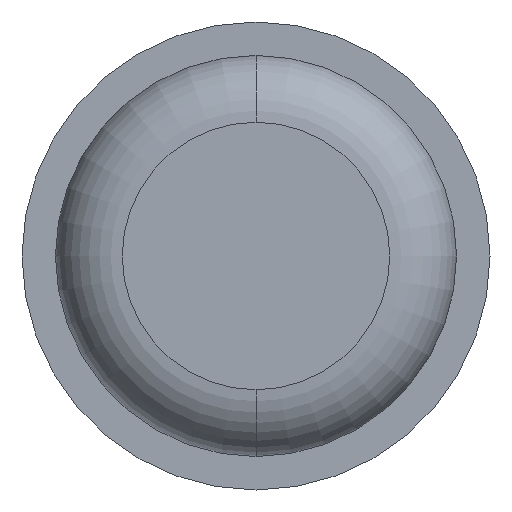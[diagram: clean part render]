
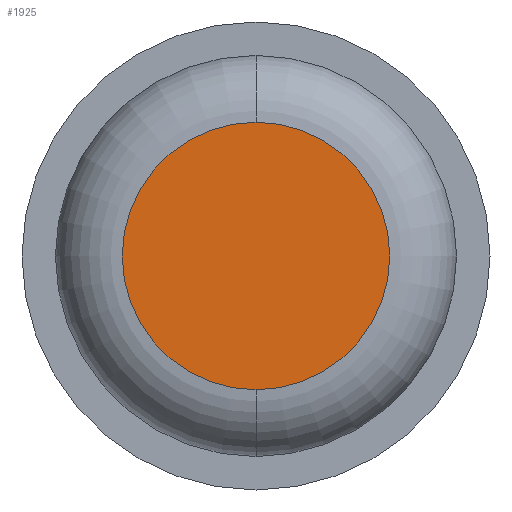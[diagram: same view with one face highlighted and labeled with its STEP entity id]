
A CAD part, front view. The second image highlights one B-rep face of the part: STEP entity #1925.
In plain terms, the highlighted planar face has unit normal (0, -1, 0).
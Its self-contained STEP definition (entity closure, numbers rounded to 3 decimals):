
#5 = EDGE_CURVE ( 'Defeature ausgef�hrt1_0+Defeature ausgef�hrt1_5+Defeature ausgef�hrt1_5+Defeature ausgef�hrt1_5', #2565, #1863, #3250, .T. ) ;
#91 = EDGE_CURVE ( 'Defeature ausgef�hrt1_0+Defeature ausgef�hrt1_5+Defeature ausgef�hrt1_5+Defeature ausgef�hrt1_5', #1863, #2565, #1887, .T. ) ;
#101 = PLANE ( 'NONE',  #518 ) ;
#423 = CARTESIAN_POINT ( 'NONE',  ( 0., 0., -1. ) ) ;
#518 = AXIS2_PLACEMENT_3D ( 'NONE', #2308, #1699, #1357 ) ;
#629 = ORIENTED_EDGE ( 'NONE', *, *, #5, .T. ) ;
#952 = EDGE_LOOP ( 'NONE', ( #629, #3617 ) ) ;
#1193 = CARTESIAN_POINT ( 'NONE',  ( 0., 0., 1. ) ) ;
#1357 = DIRECTION ( 'NONE',  ( 0., 0., -1. ) ) ;
#1439 = AXIS2_PLACEMENT_3D ( 'NONE', #1480, #3988, #2434 ) ;
#1480 = CARTESIAN_POINT ( 'NONE',  ( 0., 0., 0. ) ) ;
#1619 = CARTESIAN_POINT ( 'NONE',  ( 0., 0., 0. ) ) ;
#1699 = DIRECTION ( 'NONE',  ( 0., -1., 0. ) ) ;
#1863 = VERTEX_POINT ( 'NONE', #1193 ) ;
#1887 = CIRCLE ( 'NONE', #2909, 1. ) ;
#1925 = ADVANCED_FACE ( 'Defeature ausgef�hrt1_0', ( #2908 ), #101, .T. ) ;
#1928 = DIRECTION ( 'NONE',  ( 0., -1., 0. ) ) ;
#2216 = DIRECTION ( 'NONE',  ( 0., 0., -1. ) ) ;
#2308 = CARTESIAN_POINT ( 'NONE',  ( 0., 0., 0. ) ) ;
#2434 = DIRECTION ( 'NONE',  ( 0., 0., -1. ) ) ;
#2565 = VERTEX_POINT ( 'NONE', #423 ) ;
#2908 = FACE_OUTER_BOUND ( 'NONE', #952, .T. ) ;
#2909 = AXIS2_PLACEMENT_3D ( 'NONE', #1619, #1928, #2216 ) ;
#3250 = CIRCLE ( 'NONE', #1439, 1. ) ;
#3617 = ORIENTED_EDGE ( 'NONE', *, *, #91, .T. ) ;
#3988 = DIRECTION ( 'NONE',  ( 0., -1., 0. ) ) ;
